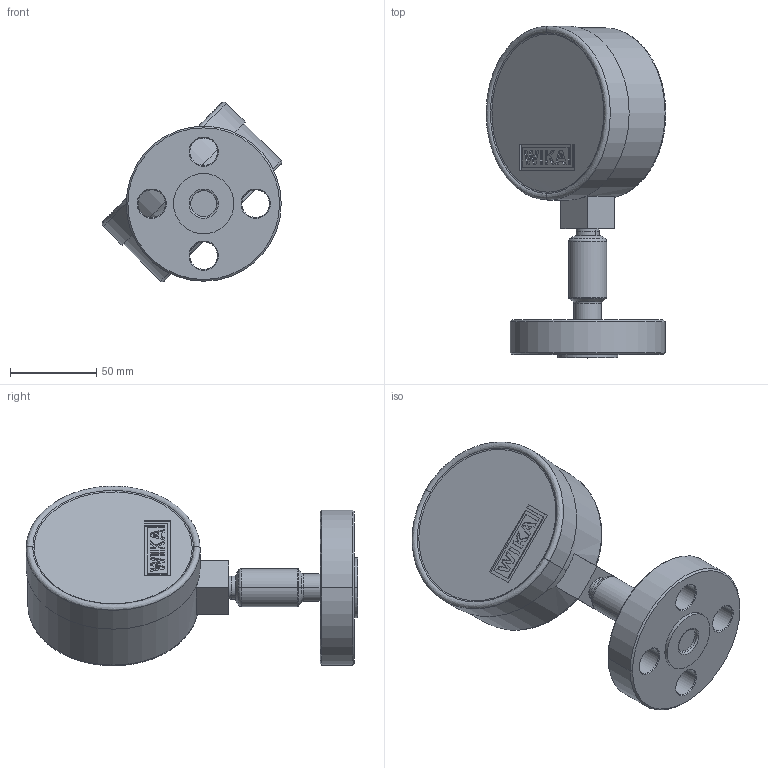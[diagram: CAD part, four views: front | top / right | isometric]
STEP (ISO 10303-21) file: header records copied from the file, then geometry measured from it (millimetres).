
FILE_DESCRIPTION((''),'2;1');
FILE_NAME('14206604X','2018-07-17T08:16:17',('MuelleK2'),(''),'CREO PARAMETRIC BY PTC INC, 2017260','CREO PARAMETRIC BY PTC INC, 2017260','');
FILE_SCHEMA(('AUTOMOTIVE_DESIGN { 1 0 10303 214 1 1 1 1 }'));
Length unit declared in the file: millimetre
Products named in the file (1): 14206604X
Bounding box: 104.2 x 192.5 x 104.2 mm (x, y, z)
Volume: 514565.2 mm3; surface area: 57012.8 mm2
Topology: 1 solids, 1 shells, 137 faces, 325 edges, 202 vertices
Faces by surface type: bspline 137
Entity records: 5906 total; most frequent: CARTESIAN_POINT 2974, ORIENTED_EDGE 650, DIRECTION 409, EDGE_CURVE 325, VECTOR 217, LINE 217, VERTEX_POINT 202, EDGE_LOOP 157
